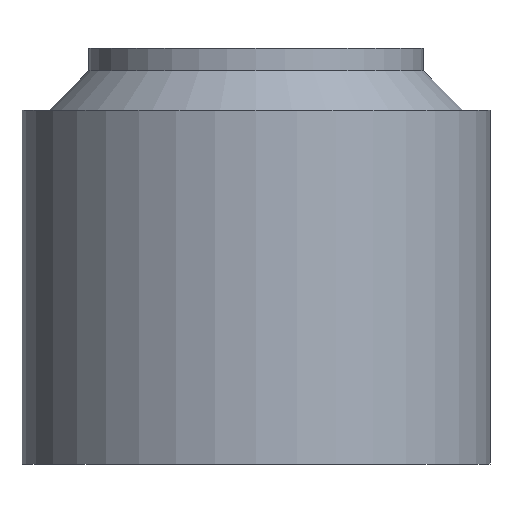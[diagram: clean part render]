
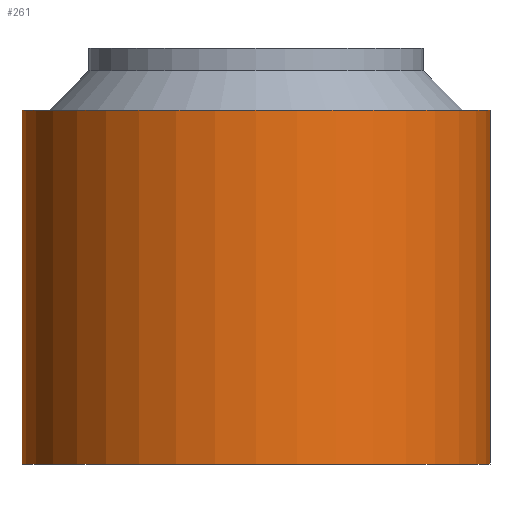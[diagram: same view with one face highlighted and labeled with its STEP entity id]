
A CAD part, front view. The second image highlights one B-rep face of the part: STEP entity #261.
In plain terms, the highlighted cylindrical face has radius 11.25 mm (diameter 22.5 mm), a full revolution.
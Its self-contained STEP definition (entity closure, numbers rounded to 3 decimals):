
#32=CYLINDRICAL_SURFACE('',#295,11.25);
#45=FACE_OUTER_BOUND('',#62,.T.);
#62=EDGE_LOOP('',(#234,#235,#236,#237));
#93=LINE('',#438,#120);
#120=VECTOR('',#365,11.25);
#125=CIRCLE('',#285,11.25);
#126=CIRCLE('',#296,11.25);
#131=VERTEX_POINT('',#384);
#148=VERTEX_POINT('',#436);
#155=EDGE_CURVE('',#131,#131,#125,.T.);
#180=EDGE_CURVE('',#148,#148,#126,.T.);
#181=EDGE_CURVE('',#148,#131,#93,.T.);
#234=ORIENTED_EDGE('',*,*,#180,.F.);
#235=ORIENTED_EDGE('',*,*,#181,.T.);
#236=ORIENTED_EDGE('',*,*,#155,.T.);
#237=ORIENTED_EDGE('',*,*,#181,.F.);
#261=ADVANCED_FACE('',(#45),#32,.T.);
#285=AXIS2_PLACEMENT_3D('',#385,#317,#318);
#295=AXIS2_PLACEMENT_3D('',#435,#361,#362);
#296=AXIS2_PLACEMENT_3D('',#437,#363,#364);
#317=DIRECTION('center_axis',(0.,0.,-1.));
#318=DIRECTION('ref_axis',(1.,0.,0.));
#361=DIRECTION('center_axis',(0.,0.,-1.));
#362=DIRECTION('ref_axis',(-1.,0.,0.));
#363=DIRECTION('center_axis',(0.,0.,-1.));
#364=DIRECTION('ref_axis',(1.,0.,0.));
#365=DIRECTION('',(0.,0.,1.));
#384=CARTESIAN_POINT('',(11.25,0.,5.));
#385=CARTESIAN_POINT('Origin',(0.,0.,5.));
#435=CARTESIAN_POINT('Origin',(0.,0.,-3.5));
#436=CARTESIAN_POINT('',(11.25,0.,-12.));
#437=CARTESIAN_POINT('Origin',(0.,0.,-12.));
#438=CARTESIAN_POINT('',(11.25,0.,-3.5));
